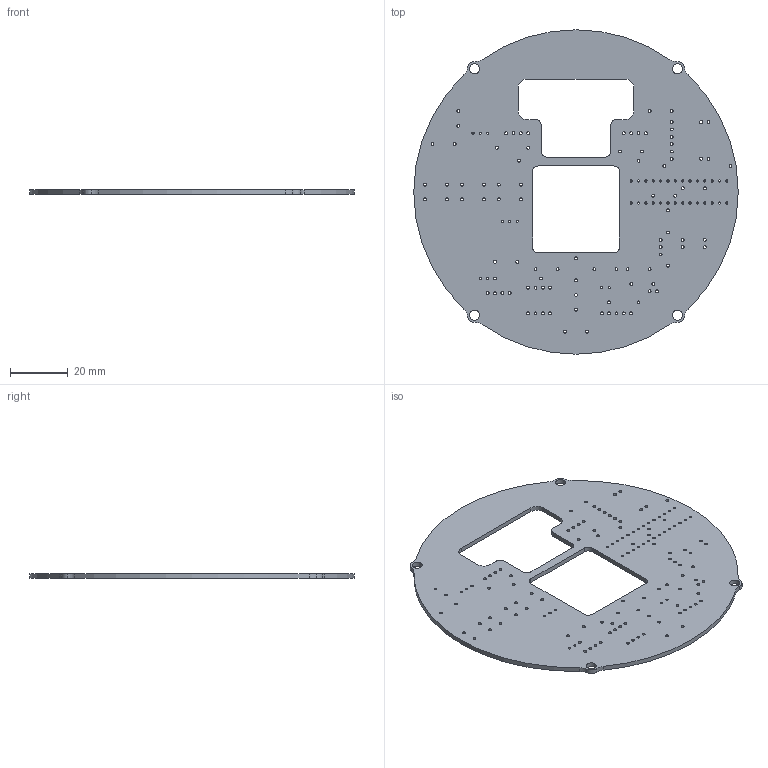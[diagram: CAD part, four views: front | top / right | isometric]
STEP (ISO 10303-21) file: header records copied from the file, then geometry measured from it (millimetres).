
FILE_DESCRIPTION(('KiCad electronic assembly'),'2;1');
FILE_NAME('TJ3B_____.step','2024-09-20T00:48:27',('Pcbnew'),('Kicad'), 'Open CASCADE STEP processor 7.6','KiCad to STEP converter','Unknown' );
FILE_SCHEMA(('AUTOMOTIVE_DESIGN { 1 0 10303 214 1 1 1 1 }'));
Length unit declared in the file: millimetre
Products named in the file (2): TJ3B_____ 1; TJ3Bå¶å¾¡ç¨åºæ¿ PCB
Assembly tree (1 placements, depth 2):
  TJ3B_____ 1
    TJ3Bå¶å¾¡ç¨åºæ¿ PCB
Bounding box: 112 x 112 x 1.6 mm (x, y, z)
Volume: 12773.1 mm3; surface area: 17625.7 mm2
Topology: 1 solids, 1 shells, 181 faces, 537 edges, 358 vertices
Faces by surface type: cylinder 167, plane 14
Full cylindrical faces by diameter (mm): 0.762 x38, 1 x97, 3.5 x4
Entity records: 14859 total; most frequent: CARTESIAN_POINT 4156, DIRECTION 1977, ORIENTED_EDGE 1074, PCURVE 1074, DEFINITIONAL_REPRESENTATION 1074, LINE 943, VECTOR 943, EDGE_CURVE 537
